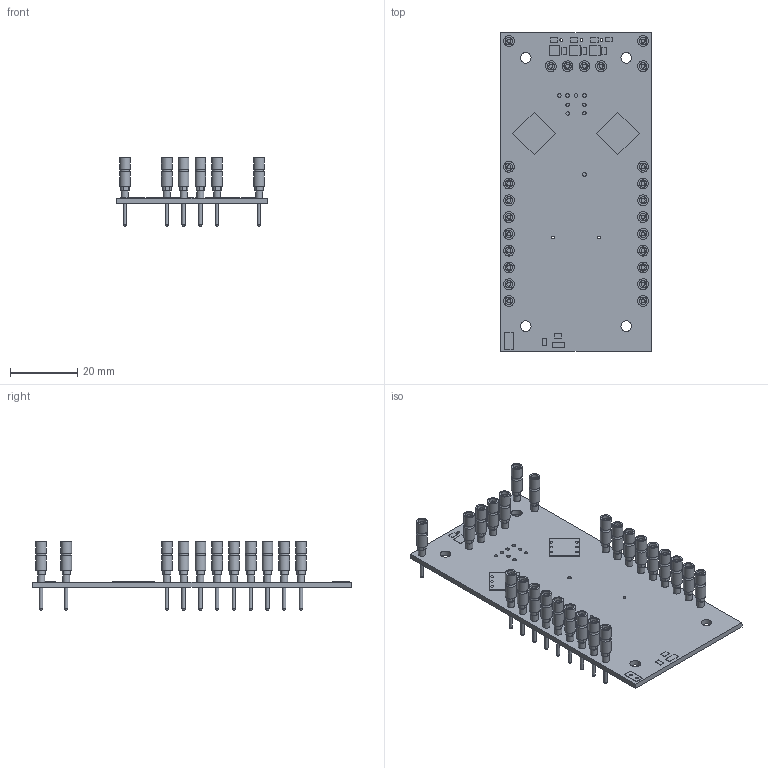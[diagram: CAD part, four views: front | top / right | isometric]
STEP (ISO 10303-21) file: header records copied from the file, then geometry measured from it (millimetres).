
FILE_DESCRIPTION(/* description */ (''),/* implementation_level */ '2;1');
FILE_NAME(/* name */ '174e739c-0a0d-43e9-9855-6648970cca38.stp',/* time_stamp */ '2021-03-29T11:49:29+00:00',/* author */ (''),/* organization */ (''),/* preprocessor_version */ 'ST-DEVELOPER v18.1',/* originating_system */ 'Autodesk Translation Framework v10.6.0.1341',/* authorisation */ '');
FILE_SCHEMA (('AUTOMOTIVE_DESIGN { 1 0 10303 214 3 1 1 }'));
Length unit declared in the file: millimetre
Products named in the file (13): 174e739c-0a0d-43e9-9855-6648970cca38; PCB Component; Board; 76933; 4u7; 10u; LED2X5; 2k0; 3V3; FUSE32; 2,54/1,1; SN74LVC8T245DBRG4; PT65-121
Assembly tree (45 placements, depth 3):
  174e739c-0a0d-43e9-9855-6648970cca38
    PCB Component
      Board
      76933  x3
      4u7  x6
      10u
      LED2X5
      2k0  x2
      3V3
      FUSE32
      2,54/1,1  x25
      SN74LVC8T245DBRG4
      PT65-121  x2
Bounding box: 44.93 x 95.07 x 20.4 mm (x, y, z)
Volume: 8619.5 mm3; surface area: 14958.4 mm2
Topology: 44 solids, 44 shells, 646 faces, 1449 edges, 941 vertices
Faces by surface type: plane 314, cylinder 232, torus 50, cone 25, sphere 25
Full cylindrical faces by diameter (mm): 0.8 x5, 0.813 x14, 1 x29, 1.1 x5, 1.118 x25, 1.2 x25, 2.1 x25, 3.2 x54
Entity records: 5045 total; most frequent: DIRECTION 859, CARTESIAN_POINT 747, ORIENTED_EDGE 664, AXIS2_PLACEMENT_3D 333, EDGE_CURVE 332, EDGE_LOOP 253, VERTEX_POINT 221, LINE 193
